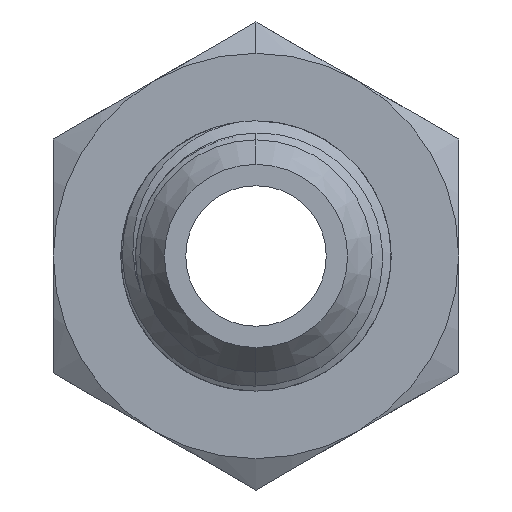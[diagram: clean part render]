
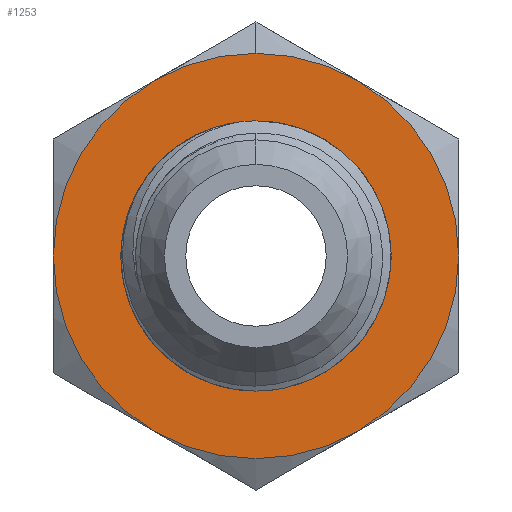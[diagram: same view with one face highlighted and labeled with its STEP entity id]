
A CAD part, left-side view. The second image highlights one B-rep face of the part: STEP entity #1253.
In plain terms, the highlighted face is planar.
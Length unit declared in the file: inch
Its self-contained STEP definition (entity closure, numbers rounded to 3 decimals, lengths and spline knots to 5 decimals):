
#26=FACE_BOUND('',#264,.T.);
#37=PLANE('',#1371);
#186=FACE_OUTER_BOUND('',#263,.T.);
#263=EDGE_LOOP('',(#1038,#1039,#1040,#1041,#1042,#1043,#1044));
#264=EDGE_LOOP('',(#1045,#1046));
#295=CIRCLE('',#1311,0.02215);
#296=CIRCLE('',#1313,0.01269);
#314=CIRCLE('',#1360,0.02215);
#315=CIRCLE('',#1362,0.02215);
#316=CIRCLE('',#1364,0.02215);
#317=CIRCLE('',#1366,0.02215);
#318=CIRCLE('',#1368,0.02215);
#319=CIRCLE('',#1370,0.02215);
#320=CIRCLE('',#1372,0.01269);
#534=VERTEX_POINT('',#3372);
#535=VERTEX_POINT('',#3373);
#537=VERTEX_POINT('',#3381);
#538=VERTEX_POINT('',#3382);
#586=VERTEX_POINT('',#3861);
#588=VERTEX_POINT('',#3871);
#590=VERTEX_POINT('',#3881);
#592=VERTEX_POINT('',#3891);
#593=VERTEX_POINT('',#3904);
#673=EDGE_CURVE('',#534,#535,#295,.T.);
#676=EDGE_CURVE('',#537,#538,#296,.T.);
#763=EDGE_CURVE('',#586,#593,#314,.T.);
#764=EDGE_CURVE('',#588,#586,#315,.T.);
#765=EDGE_CURVE('',#590,#588,#316,.T.);
#766=EDGE_CURVE('',#592,#590,#317,.T.);
#767=EDGE_CURVE('',#535,#592,#318,.T.);
#768=EDGE_CURVE('',#593,#534,#319,.T.);
#769=EDGE_CURVE('',#538,#537,#320,.T.);
#1038=ORIENTED_EDGE('',*,*,#763,.T.);
#1039=ORIENTED_EDGE('',*,*,#768,.T.);
#1040=ORIENTED_EDGE('',*,*,#673,.T.);
#1041=ORIENTED_EDGE('',*,*,#767,.T.);
#1042=ORIENTED_EDGE('',*,*,#766,.T.);
#1043=ORIENTED_EDGE('',*,*,#765,.T.);
#1044=ORIENTED_EDGE('',*,*,#764,.T.);
#1045=ORIENTED_EDGE('',*,*,#676,.F.);
#1046=ORIENTED_EDGE('',*,*,#769,.F.);
#1253=ADVANCED_FACE('',(#186,#26),#37,.F.);
#1311=AXIS2_PLACEMENT_3D('',#3374,#1490,#1491);
#1313=AXIS2_PLACEMENT_3D('',#3383,#1495,#1496);
#1360=AXIS2_PLACEMENT_3D('',#3912,#1615,#1616);
#1362=AXIS2_PLACEMENT_3D('',#3914,#1619,#1620);
#1364=AXIS2_PLACEMENT_3D('',#3916,#1623,#1624);
#1366=AXIS2_PLACEMENT_3D('',#3918,#1627,#1628);
#1368=AXIS2_PLACEMENT_3D('',#3920,#1631,#1632);
#1370=AXIS2_PLACEMENT_3D('',#3922,#1635,#1636);
#1371=AXIS2_PLACEMENT_3D('',#3923,#1637,#1638);
#1372=AXIS2_PLACEMENT_3D('',#3924,#1639,#1640);
#1490=DIRECTION('center_axis',(0.,0.,1.));
#1491=DIRECTION('ref_axis',(0.,-1.,0.));
#1495=DIRECTION('center_axis',(0.,0.,1.));
#1496=DIRECTION('ref_axis',(0.,-1.,0.));
#1615=DIRECTION('center_axis',(0.,0.,1.));
#1616=DIRECTION('ref_axis',(0.,-1.,0.));
#1619=DIRECTION('center_axis',(0.,0.,1.));
#1620=DIRECTION('ref_axis',(0.,-1.,0.));
#1623=DIRECTION('center_axis',(0.,0.,1.));
#1624=DIRECTION('ref_axis',(0.,-1.,0.));
#1627=DIRECTION('center_axis',(0.,0.,1.));
#1628=DIRECTION('ref_axis',(0.,-1.,0.));
#1631=DIRECTION('center_axis',(0.,0.,1.));
#1632=DIRECTION('ref_axis',(0.,-1.,0.));
#1635=DIRECTION('center_axis',(0.,0.,1.));
#1636=DIRECTION('ref_axis',(0.,-1.,0.));
#1637=DIRECTION('center_axis',(0.,0.,-1.));
#1638=DIRECTION('ref_axis',(0.,1.,0.));
#1639=DIRECTION('center_axis',(0.,0.,1.));
#1640=DIRECTION('ref_axis',(0.,-1.,0.));
#3372=CARTESIAN_POINT('',(0.,0.02215,0.01043));
#3373=CARTESIAN_POINT('',(-0.01107,0.01918,0.01043));
#3374=CARTESIAN_POINT('Origin',(0.,0.,0.01043));
#3381=CARTESIAN_POINT('',(0.,-0.01269,0.01043));
#3382=CARTESIAN_POINT('',(0.,0.01269,0.01043));
#3383=CARTESIAN_POINT('Origin',(0.,0.,0.01043));
#3861=CARTESIAN_POINT('',(0.02215,0.,0.01043));
#3871=CARTESIAN_POINT('',(0.01107,-0.01918,0.01043));
#3881=CARTESIAN_POINT('',(-0.01107,-0.01918,0.01043));
#3891=CARTESIAN_POINT('',(-0.02215,0.,0.01043));
#3904=CARTESIAN_POINT('',(0.01107,0.01918,0.01043));
#3912=CARTESIAN_POINT('Origin',(0.,0.,0.01043));
#3914=CARTESIAN_POINT('Origin',(0.,0.,0.01043));
#3916=CARTESIAN_POINT('Origin',(0.,0.,0.01043));
#3918=CARTESIAN_POINT('Origin',(0.,0.,0.01043));
#3920=CARTESIAN_POINT('Origin',(0.,0.,0.01043));
#3922=CARTESIAN_POINT('Origin',(0.,0.,0.01043));
#3923=CARTESIAN_POINT('Origin',(0.,0.01269,0.01043));
#3924=CARTESIAN_POINT('Origin',(0.,0.,0.01043));
